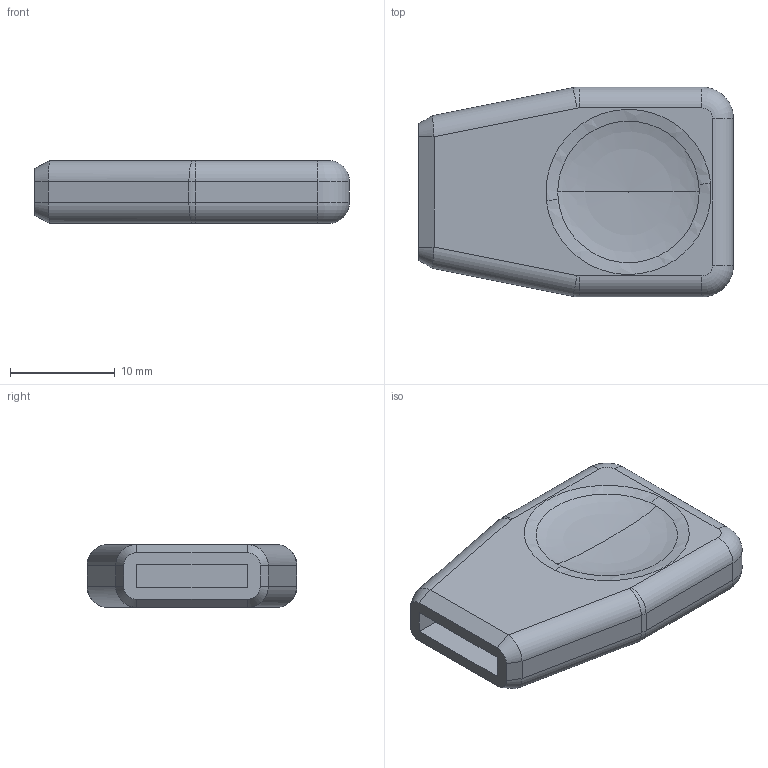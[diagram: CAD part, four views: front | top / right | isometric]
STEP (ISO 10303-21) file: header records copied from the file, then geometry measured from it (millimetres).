
FILE_DESCRIPTION (( 'STEP AP214' ), '1' );
FILE_NAME ('赻雄瑩瑩簽', '2024-03-09T14:33:40', ( '' ), ( '' ), 'SwSTEP 2.0', 'SolidWorks 2024', '' );
FILE_SCHEMA (( 'AUTOMOTIVE_DESIGN' ));
Length unit declared in the file: millimetre
Products named in the file (1): 自动键键帽
Bounding box: 30 x 20 x 6 mm (x, y, z)
Volume: 2389 mm3; surface area: 2161.6 mm2
Topology: 1 solids, 1 shells, 53 faces, 120 edges, 72 vertices
Faces by surface type: plane 19, cylinder 14, bspline 12, torus 8
Entity records: 5765 total; most frequent: CARTESIAN_POINT 4650, ORIENTED_EDGE 240, DIRECTION 204, EDGE_CURVE 120, AXIS2_PLACEMENT_3D 78, VERTEX_POINT 72, EDGE_LOOP 56, FACE_OUTER_BOUND 53
